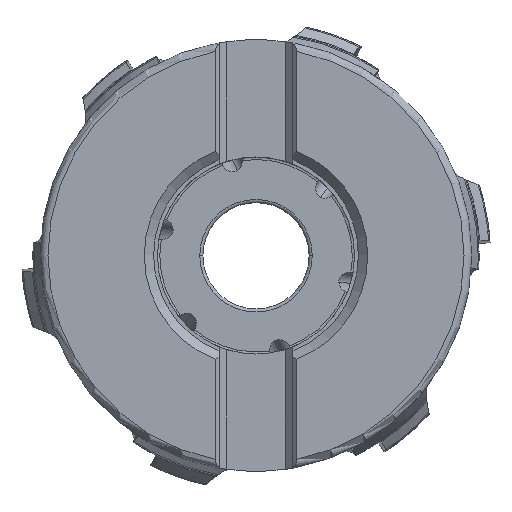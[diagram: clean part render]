
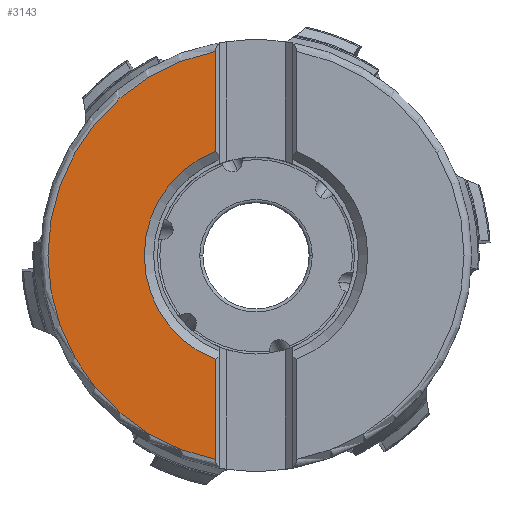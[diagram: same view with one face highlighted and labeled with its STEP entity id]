
A CAD part, top view. The second image highlights one B-rep face of the part: STEP entity #3143.
In plain terms, the highlighted planar face has unit normal (0, 0, 1).
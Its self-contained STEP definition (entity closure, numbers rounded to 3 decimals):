
#645=FACE_OUTER_BOUND('',#4425,.T.);
#1248=PLANE('',#15764);
#1782=LINE('',#28750,#2474);
#1783=LINE('',#28754,#2475);
#2474=VECTOR('',#18473,1.);
#2475=VECTOR('',#18476,1.);
#3143=ADVANCED_FACE('',(#645),#1248,.T.);
#4425=EDGE_LOOP('',(#7539,#7540,#7541,#7542));
#7539=ORIENTED_EDGE('',*,*,#12918,.T.);
#7540=ORIENTED_EDGE('',*,*,#12919,.F.);
#7541=ORIENTED_EDGE('',*,*,#12920,.T.);
#7542=ORIENTED_EDGE('',*,*,#12917,.F.);
#11100=VERTEX_POINT('',#28721);
#11104=VERTEX_POINT('',#28747);
#11105=VERTEX_POINT('',#28751);
#11106=VERTEX_POINT('',#28753);
#12917=EDGE_CURVE('',#11104,#11100,#14394,.T.);
#12918=EDGE_CURVE('',#11104,#11105,#1782,.T.);
#12919=EDGE_CURVE('',#11106,#11105,#14395,.T.);
#12920=EDGE_CURVE('',#11106,#11100,#1783,.T.);
#14394=CIRCLE('',#15761,26.815);
#14395=CIRCLE('',#15763,14.4);
#15761=AXIS2_PLACEMENT_3D('',#28748,#18469,#18470);
#15763=AXIS2_PLACEMENT_3D('',#28752,#18474,#18475);
#15764=AXIS2_PLACEMENT_3D('',#28755,#18477,#18478);
#18469=DIRECTION('',(0.,0.,-1.));
#18470=DIRECTION('',(-0.196,-0.981,0.));
#18473=DIRECTION('',(0.,1.,0.));
#18474=DIRECTION('',(0.,0.,1.));
#18475=DIRECTION('',(-0.365,0.931,0.));
#18476=DIRECTION('',(0.,1.,0.));
#18477=DIRECTION('',(0.,0.,1.));
#18478=DIRECTION('',(-1.,0.,0.));
#28721=CARTESIAN_POINT('',(-5.262,26.294,0.));
#28747=CARTESIAN_POINT('',(-5.262,-26.294,0.));
#28748=CARTESIAN_POINT('',(0.,0.,0.));
#28750=CARTESIAN_POINT('',(-5.262,-26.294,0.));
#28751=CARTESIAN_POINT('',(-5.263,-13.404,0.));
#28752=CARTESIAN_POINT('',(0.,0.,0.));
#28753=CARTESIAN_POINT('',(-5.263,13.404,0.));
#28754=CARTESIAN_POINT('',(-5.263,13.404,0.));
#28755=CARTESIAN_POINT('',(-16.04,0.,0.));
